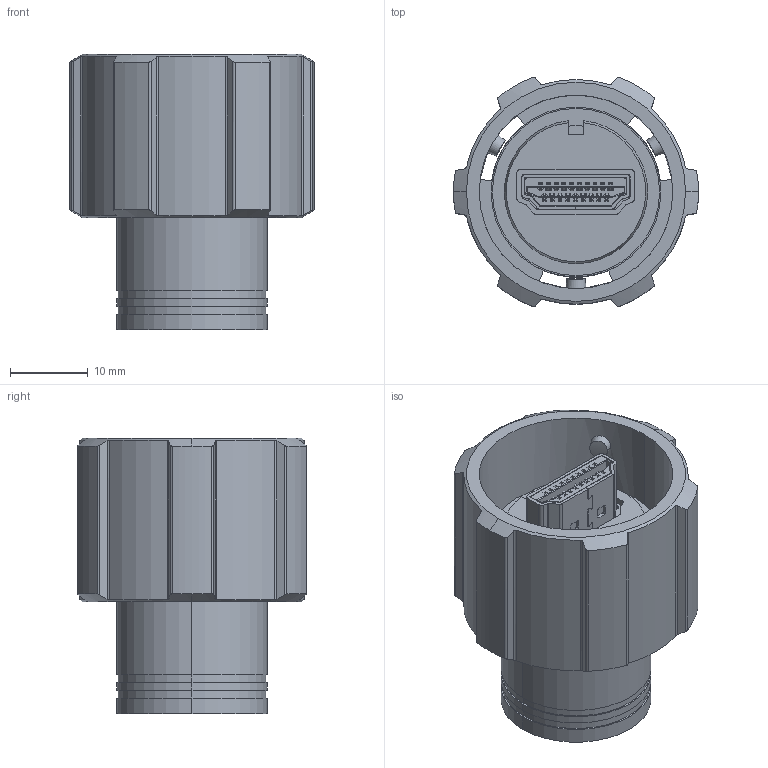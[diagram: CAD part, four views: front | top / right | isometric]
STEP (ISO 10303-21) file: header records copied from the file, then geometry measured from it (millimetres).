
FILE_DESCRIPTION (( 'STEP AP214' ), '1' );
FILE_NAME ('694-W19-260-011.STEP', '2021-06-09T15:14:20', ( '' ), ( '' ), 'SwSTEP 2.0', 'SolidWorks 2020', '' );
FILE_SCHEMA (( 'AUTOMOTIVE_DESIGN' ));
Length unit declared in the file: millimetre
Products named in the file (11): HOUSING INNER 694-W19-X60-011; O-RING 694-W19-X60-011; HDMI CONTACT1 694-W19-X60-011; HDMI CONTACT2 694-W19-X60-011; HDMI CONTACT3 694-W19-X60-011; HDMI SHELL 694-W19-X60-011; HDMI ASSY 694-W19-X60-011; HOUSING OUTER 694-W19-X60-011; 694-W19-260-011; HDMI HOUSING2 694-W19-X60-011; HDMI HOUSING1 694-W19-X60-011
Assembly tree (26 placements, depth 3):
  694-W19-260-011
    HOUSING INNER 694-W19-X60-011
    HDMI ASSY 694-W19-X60-011
      HDMI HOUSING1 694-W19-X60-011
      HDMI CONTACT1 694-W19-X60-011  x9
      HDMI CONTACT2 694-W19-X60-011  x9
      HDMI CONTACT3 694-W19-X60-011
      HDMI HOUSING2 694-W19-X60-011
      HDMI SHELL 694-W19-X60-011
    O-RING 694-W19-X60-011
    HOUSING OUTER 694-W19-X60-011
Bounding box: 31.5 x 29.5 x 35.4 mm (x, y, z)
Volume: 9886.2 mm3; surface area: 12695.7 mm2
Topology: 25 solids, 25 shells, 2367 faces, 6983 edges, 4598 vertices
Faces by surface type: plane 1591, cylinder 761, cone 9, bspline 6
Entity records: 41775 total; most frequent: CARTESIAN_POINT 9231, ORIENTED_EDGE 7166, DIRECTION 6025, EDGE_CURVE 3583, LINE 2905, VECTOR 2905, VERTEX_POINT 2334, AXIS2_PLACEMENT_3D 1560
